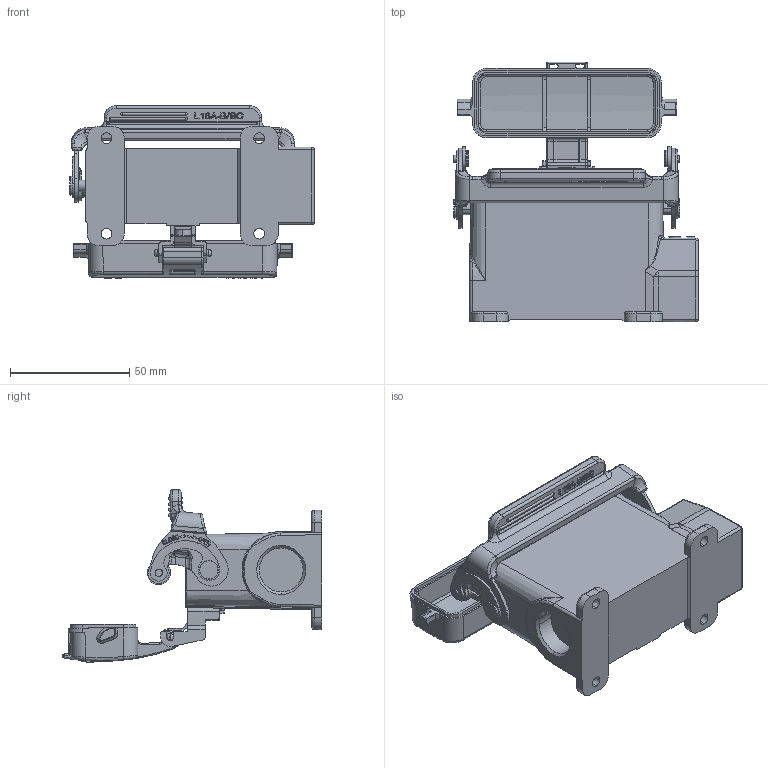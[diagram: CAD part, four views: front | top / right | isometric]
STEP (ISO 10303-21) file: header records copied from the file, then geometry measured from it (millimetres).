
FILE_DESCRIPTION((''),'2;1');
FILE_NAME('122','2024-01-29T',('11539'),(''),'PRO/ENGINEER BY PARAMETRIC TECHNOLOGY CORPORATION, 2012480','PRO/ENGINEER BY PARAMETRIC TECHNOLOGY CORPORATION, 2012480','');
FILE_SCHEMA(('CONFIG_CONTROL_DESIGN'));
Products named in the file (1): 122
Bounding box: 102.35 x 108.74 x 72.32 mm (x, y, z)
Volume: 87708 mm3; surface area: 52585.3 mm2
Topology: 1 solids, 2 shells, 1528 faces, 4259 edges, 2786 vertices
Faces by surface type: plane 629, cylinder 445, extrusion 159, bspline 125, torus 84, cone 46, sphere 37, revolution 3
Entity records: 58800 total; most frequent: CARTESIAN_POINT 21145, ORIENTED_EDGE 8438, DIRECTION 6934, EDGE_CURVE 4219, VERTEX_POINT 2786, AXIS2_PLACEMENT_3D 2344, VECTOR 2243, LINE 2084
